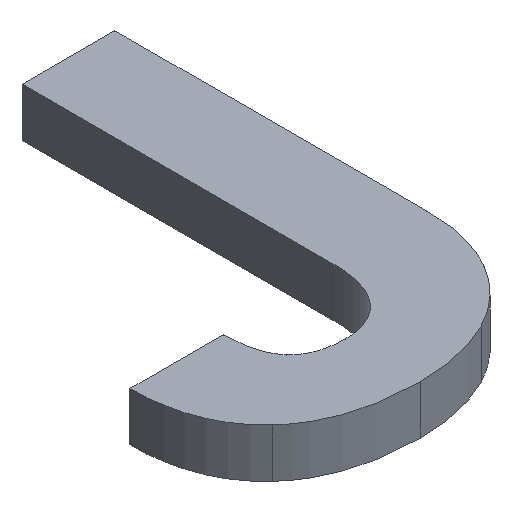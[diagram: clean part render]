
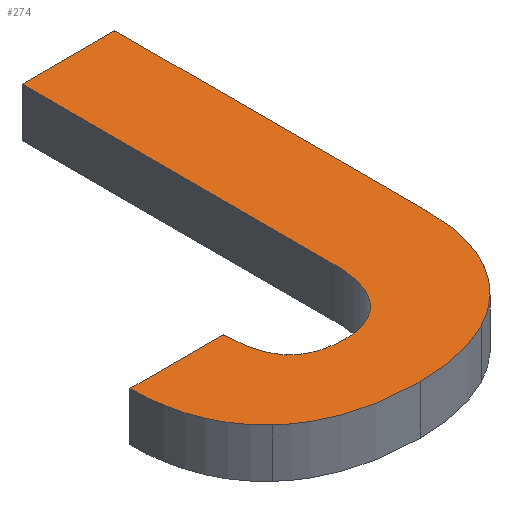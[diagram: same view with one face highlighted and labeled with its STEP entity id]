
A CAD part, isometric view. The second image highlights one B-rep face of the part: STEP entity #274.
In plain terms, the highlighted planar face has unit normal (0, 0, 1).
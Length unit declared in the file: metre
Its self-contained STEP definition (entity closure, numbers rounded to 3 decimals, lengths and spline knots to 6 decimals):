
#12=CIRCLE('',#292,0.001583);
#15=B_SPLINE_CURVE_WITH_KNOTS('',2,(#362,#363,#364),.UNSPECIFIED.,.F.,.F.,
(3,3),(0.,1.),.PIECEWISE_BEZIER_KNOTS.);
#17=B_SPLINE_CURVE_WITH_KNOTS('',2,(#379,#380,#381),.UNSPECIFIED.,.F.,.F.,
(3,3),(0.,1.),.PIECEWISE_BEZIER_KNOTS.);
#19=B_SPLINE_CURVE_WITH_KNOTS('',2,(#396,#397,#398),.UNSPECIFIED.,.F.,.F.,
(3,3),(0.,1.),.PIECEWISE_BEZIER_KNOTS.);
#21=B_SPLINE_CURVE_WITH_KNOTS('',2,(#413,#414,#415),.UNSPECIFIED.,.F.,.F.,
(3,3),(0.,1.),.PIECEWISE_BEZIER_KNOTS.);
#23=B_SPLINE_CURVE_WITH_KNOTS('',2,(#436,#437,#438),.UNSPECIFIED.,.F.,.F.,
(3,3),(0.,1.),.PIECEWISE_BEZIER_KNOTS.);
#25=B_SPLINE_CURVE_WITH_KNOTS('',2,(#453,#454,#455),.UNSPECIFIED.,.F.,.F.,
(3,3),(0.,1.),.PIECEWISE_BEZIER_KNOTS.);
#27=B_SPLINE_CURVE_WITH_KNOTS('',2,(#470,#471,#472),.UNSPECIFIED.,.F.,.F.,
(3,3),(0.,1.),.PIECEWISE_BEZIER_KNOTS.);
#29=B_SPLINE_CURVE_WITH_KNOTS('',2,(#493,#494,#495),.UNSPECIFIED.,.F.,.F.,
(3,3),(0.,1.),.PIECEWISE_BEZIER_KNOTS.);
#104=ORIENTED_EDGE('',*,*,#117,.F.);
#105=ORIENTED_EDGE('',*,*,#121,.F.);
#106=ORIENTED_EDGE('',*,*,#124,.F.);
#107=ORIENTED_EDGE('',*,*,#127,.F.);
#108=ORIENTED_EDGE('',*,*,#130,.F.);
#109=ORIENTED_EDGE('',*,*,#133,.F.);
#110=ORIENTED_EDGE('',*,*,#136,.F.);
#111=ORIENTED_EDGE('',*,*,#139,.F.);
#112=ORIENTED_EDGE('',*,*,#142,.F.);
#113=ORIENTED_EDGE('',*,*,#145,.F.);
#114=ORIENTED_EDGE('',*,*,#148,.F.);
#115=ORIENTED_EDGE('',*,*,#151,.F.);
#116=ORIENTED_EDGE('',*,*,#154,.F.);
#117=EDGE_CURVE('',#156,#157,#182,.T.);
#121=EDGE_CURVE('',#160,#156,#186,.T.);
#124=EDGE_CURVE('',#162,#160,#15,.T.);
#127=EDGE_CURVE('',#164,#162,#17,.T.);
#130=EDGE_CURVE('',#166,#164,#19,.T.);
#133=EDGE_CURVE('',#168,#166,#21,.T.);
#136=EDGE_CURVE('',#170,#168,#193,.T.);
#139=EDGE_CURVE('',#172,#170,#23,.T.);
#142=EDGE_CURVE('',#174,#172,#25,.T.);
#145=EDGE_CURVE('',#176,#174,#27,.T.);
#148=EDGE_CURVE('',#178,#176,#12,.F.);
#151=EDGE_CURVE('',#180,#178,#29,.T.);
#154=EDGE_CURVE('',#157,#180,#201,.T.);
#156=VERTEX_POINT('',#341);
#157=VERTEX_POINT('',#342);
#160=VERTEX_POINT('',#350);
#162=VERTEX_POINT('',#365);
#164=VERTEX_POINT('',#382);
#166=VERTEX_POINT('',#399);
#168=VERTEX_POINT('',#416);
#170=VERTEX_POINT('',#424);
#172=VERTEX_POINT('',#439);
#174=VERTEX_POINT('',#456);
#176=VERTEX_POINT('',#473);
#178=VERTEX_POINT('',#481);
#180=VERTEX_POINT('',#496);
#182=LINE('',#340,#203);
#186=LINE('',#349,#207);
#193=LINE('',#423,#214);
#201=LINE('',#503,#222);
#203=VECTOR('',#301,1.);
#207=VECTOR('',#307,1.);
#214=VECTOR('',#316,1.);
#222=VECTOR('',#332,1.);
#238=EDGE_LOOP('',(#104,#105,#106,#107,#108,#109,#110,#111,#112,#113,#114,
#115,#116));
#253=FACE_BOUND('',#238,.T.);
#259=PLANE('',#296);
#274=ADVANCED_FACE('',(#253),#259,.T.);
#292=AXIS2_PLACEMENT_3D('',#480,#324,#325);
#296=AXIS2_PLACEMENT_3D('',#506,#336,#337);
#301=DIRECTION('',(1.,0.,0.));
#307=DIRECTION('',(0.,1.,0.));
#316=DIRECTION('',(1.,0.,0.));
#324=DIRECTION('',(0.,0.,1.));
#325=DIRECTION('',(1.,0.,0.));
#332=DIRECTION('',(0.,-1.,0.));
#336=DIRECTION('',(0.,0.,1.));
#337=DIRECTION('',(1.,0.,0.));
#340=CARTESIAN_POINT('',(0.140522,-0.027445,0.0095));
#341=CARTESIAN_POINT('',(0.139952,-0.027445,0.0095));
#342=CARTESIAN_POINT('',(0.141091,-0.027445,0.0095));
#349=CARTESIAN_POINT('',(0.139952,-0.029359,0.0095));
#350=CARTESIAN_POINT('',(0.139952,-0.031273,0.0095));
#362=CARTESIAN_POINT('',(0.139758,-0.031911,0.0095));
#363=CARTESIAN_POINT('',(0.139952,-0.031687,0.0095));
#364=CARTESIAN_POINT('',(0.139952,-0.031273,0.0095));
#365=CARTESIAN_POINT('',(0.139758,-0.031911,0.0095));
#379=CARTESIAN_POINT('',(0.139238,-0.032135,0.0095));
#380=CARTESIAN_POINT('',(0.139564,-0.032135,0.0095));
#381=CARTESIAN_POINT('',(0.139758,-0.031911,0.0095));
#382=CARTESIAN_POINT('',(0.139238,-0.032135,0.0095));
#396=CARTESIAN_POINT('',(0.138699,-0.031941,0.0095));
#397=CARTESIAN_POINT('',(0.138869,-0.032135,0.0095));
#398=CARTESIAN_POINT('',(0.139238,-0.032135,0.0095));
#399=CARTESIAN_POINT('',(0.138699,-0.031941,0.0095));
#413=CARTESIAN_POINT('',(0.138528,-0.031341,0.0095));
#414=CARTESIAN_POINT('',(0.138528,-0.031748,0.0095));
#415=CARTESIAN_POINT('',(0.138699,-0.031941,0.0095));
#416=CARTESIAN_POINT('',(0.138528,-0.031341,0.0095));
#423=CARTESIAN_POINT('',(0.137954,-0.031341,0.0095));
#424=CARTESIAN_POINT('',(0.137381,-0.031341,0.0095));
#436=CARTESIAN_POINT('',(0.13787,-0.032604,0.0095));
#437=CARTESIAN_POINT('',(0.137381,-0.032158,0.0095));
#438=CARTESIAN_POINT('',(0.137381,-0.031341,0.0095));
#439=CARTESIAN_POINT('',(0.13787,-0.032604,0.0095));
#453=CARTESIAN_POINT('',(0.139238,-0.033051,0.0095));
#454=CARTESIAN_POINT('',(0.13836,-0.033051,0.0095));
#455=CARTESIAN_POINT('',(0.13787,-0.032604,0.0095));
#456=CARTESIAN_POINT('',(0.139238,-0.033051,0.0095));
#470=CARTESIAN_POINT('',(0.140199,-0.03283,0.0095));
#471=CARTESIAN_POINT('',(0.139774,-0.033051,0.0095));
#472=CARTESIAN_POINT('',(0.139238,-0.033051,0.0095));
#473=CARTESIAN_POINT('',(0.140199,-0.03283,0.0095));
#480=CARTESIAN_POINT('',(0.139485,-0.031417,0.0095));
#481=CARTESIAN_POINT('',(0.140858,-0.032205,0.0095));
#493=CARTESIAN_POINT('',(0.141091,-0.031273,0.0095));
#494=CARTESIAN_POINT('',(0.141091,-0.0318,0.0095));
#495=CARTESIAN_POINT('',(0.140858,-0.032205,0.0095));
#496=CARTESIAN_POINT('',(0.141091,-0.031273,0.0095));
#503=CARTESIAN_POINT('',(0.141091,-0.029359,0.0095));
#506=CARTESIAN_POINT('',(0.104891,-0.015824,0.0095));
